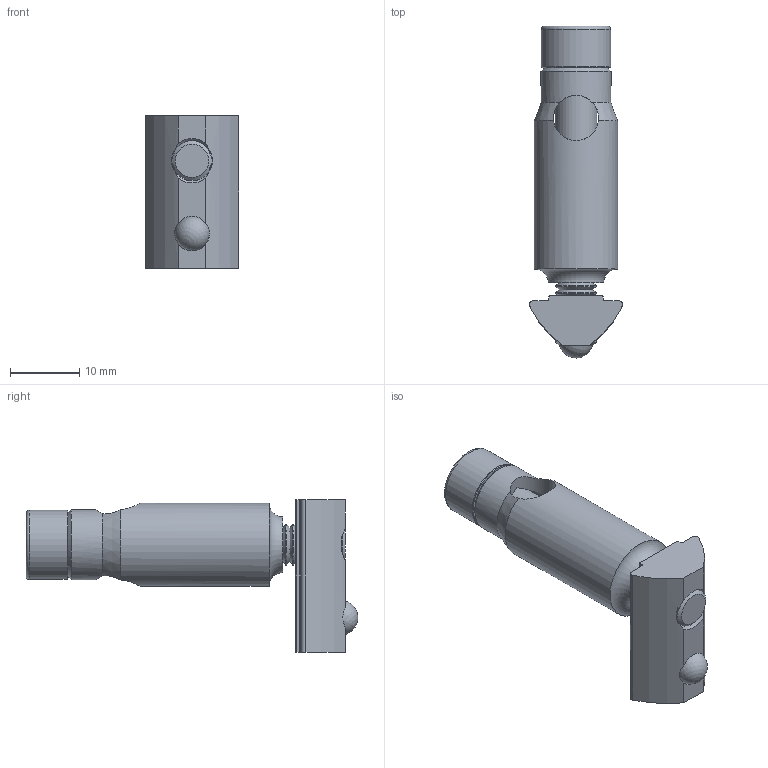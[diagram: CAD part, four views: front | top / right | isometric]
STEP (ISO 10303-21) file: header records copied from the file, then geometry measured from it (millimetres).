
FILE_DESCRIPTION(/* description */ ('KriTec Automatik-Verbindungssatz 8, verzinkt mit Nutenstein mit Steg'),/* implementation_level */ '2;1');
FILE_NAME(/* name */ '22422_KriTec_Automatik-Verbindungssatz_8_verzinkt_mit_Nutenstein_mit_Steg.stp',/* time_stamp */ '2021-01-29T15:29:22+01:00',/* author */ ('jendrek'),/* organization */ (''),/* preprocessor_version */ 'ST-DEVELOPER v17',/* originating_system */ 'Autodesk Inventor 2018',/* authorisation */ '');
FILE_SCHEMA (('AUTOMOTIVE_DESIGN { 1 0 10303 214 3 1 1 }'));
Length unit declared in the file: millimetre
Products named in the file (1): 22422
Bounding box: 13.5 x 47.8 x 22 mm (x, y, z)
Volume: 4837.1 mm3; surface area: 4165.6 mm2
Topology: 4 solids, 4 shells, 122 faces, 380 edges, 264 vertices
Faces by surface type: plane 48, cone 38, torus 18, cylinder 17, sphere 1
Full cylindrical faces by diameter (mm): 5 x2, 6 x2, 6.5 x1, 7 x1, 10 x1, 10.1 x1, 12 x1
Entity records: 4748 total; most frequent: CARTESIAN_POINT 1119, DIRECTION 817, ORIENTED_EDGE 756, EDGE_CURVE 378, AXIS2_PLACEMENT_3D 337, VERTEX_POINT 264, CIRCLE 210, LINE 143
